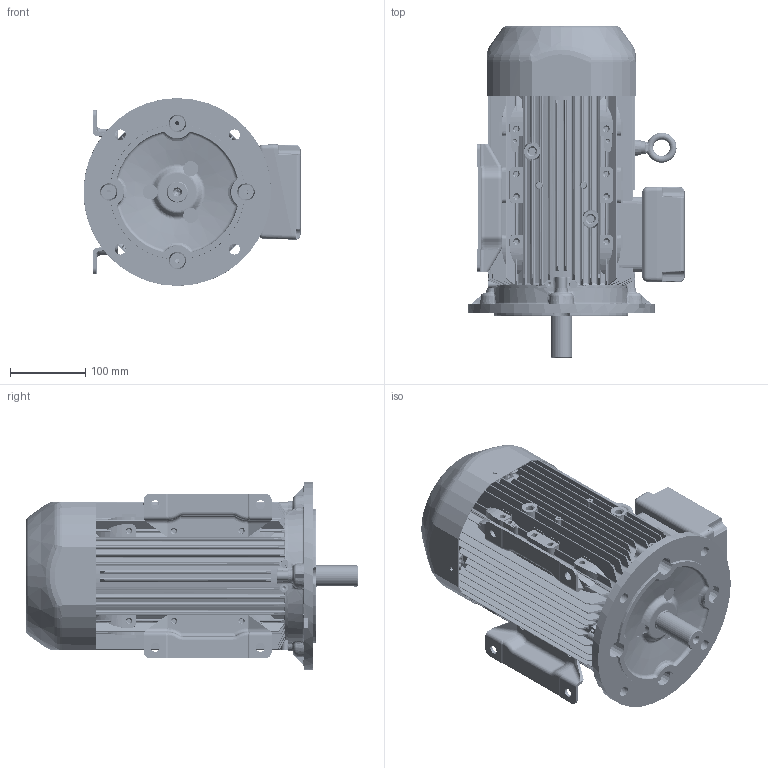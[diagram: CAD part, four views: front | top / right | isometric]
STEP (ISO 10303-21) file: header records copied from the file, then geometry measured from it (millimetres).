
FILE_DESCRIPTION( ( 'Unknown' ), '1' );
FILE_NAME( 'WP-DA112MX B35.stp', 'Unknown', ( 'Unknown' ), ( 'Unknown' ), 'PSStep 17.0.49', 'Unknown', ' ' );
FILE_SCHEMA( ( 'AUTOMOTIVE_DESIGN { 1 0 10303 214 1 1 1 1 }' ) );
Length unit declared in the file: millimetre
Products named in the file (2): 1; 1k24t0049
Bounding box: 289.01 x 442 x 250 mm (x, y, z)
Volume: 2973917.7 mm3; surface area: 1261438.8 mm2
Topology: 2 solids, 8 shells, 4811 faces, 12912 edges, 8200 vertices
Faces by surface type: plane 1821, cylinder 1554, cone 608, bspline 509, torus 273, sphere 36, extrusion 10
Full cylindrical faces by diameter (mm): 4.5 x4, 5 x13, 5.5 x5, 5.8 x5, 6 x9, 6.2 x15, 6.5 x5, 6.8 x1, 7 x4, 7.3 x4, 8 x2, 8.4 x1, 8.45 x4, 10 x3, 11 x8, 12 x6, 14.5 x4, 17 x1, 23.8 x1, 24.875 x1, 25 x1, 28 x1, 29.835 x2, 29.875 x1, 30 x2, 33.875 x1, 34.05 x1, 37 x1, 42 x1, 45 x1
Entity records: 254291 total; most frequent: CARTESIAN_POINT 101156, ORIENTED_EDGE 24724, DIRECTION 22740, EDGE_CURVE 12362, AXIS2_PLACEMENT_3D 8765, VERTEX_POINT 8073, EDGE_LOOP 5607, VECTOR 5210
